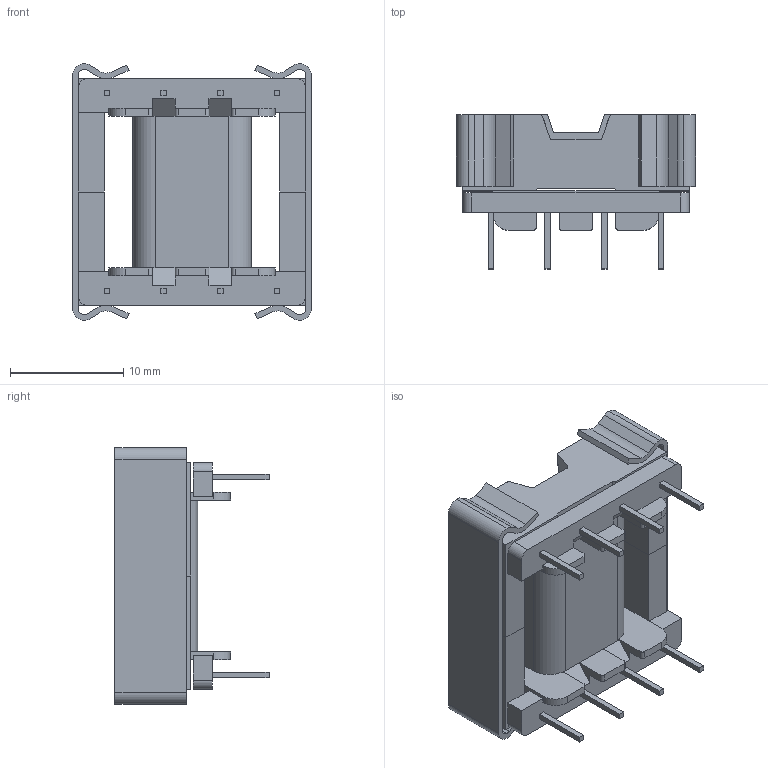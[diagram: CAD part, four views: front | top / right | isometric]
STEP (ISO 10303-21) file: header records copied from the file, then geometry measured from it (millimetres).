
FILE_DESCRIPTION (( 'STEP AP203' ), '1' );
FILE_NAME ('EFD20 TH transformer Neosid.STEP', '2015-05-05T03:45:24', ( '' ), ( '' ), 'SwSTEP 2.0', 'SolidWorks 2014', '' );
FILE_SCHEMA (( 'CONFIG_CONTROL_DESIGN' ));
Length unit declared in the file: millimetre
Products named in the file (4): EFD20 core Neosid; EFD20 clip Epcos; EFD20 TH transformer Neosid; EFD20 TH bobbin Neosid
Assembly tree (5 placements, depth 2):
  EFD20 TH transformer Neosid
    EFD20 TH bobbin Neosid
    EFD20 core Neosid  x2
    EFD20 clip Epcos  x2
Bounding box: 21.1 x 13.6 x 22.68 mm (x, y, z)
Volume: 2220.9 mm3; surface area: 4028.6 mm2
Topology: 5 solids, 5 shells, 280 faces, 746 edges, 480 vertices
Faces by surface type: plane 195, cylinder 73, sphere 8, torus 4
Entity records: 6859 total; most frequent: CARTESIAN_POINT 1128, ORIENTED_EDGE 1106, DIRECTION 1081, EDGE_CURVE 553, LINE 455, VECTOR 455, VERTEX_POINT 360, AXIS2_PLACEMENT_3D 313
